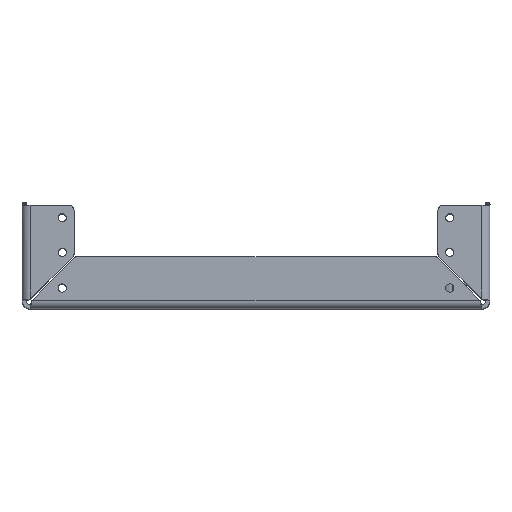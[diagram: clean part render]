
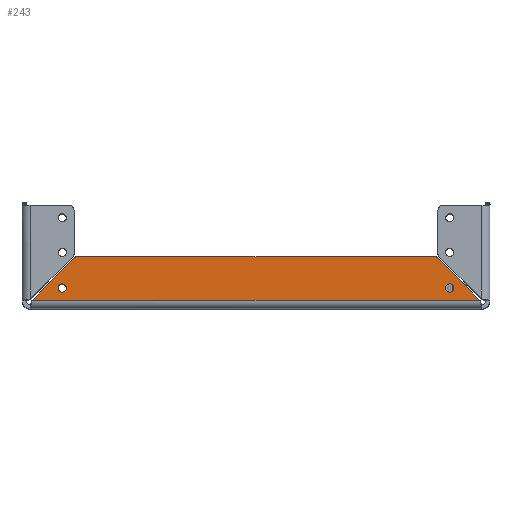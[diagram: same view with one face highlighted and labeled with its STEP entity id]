
A CAD part, top view. The second image highlights one B-rep face of the part: STEP entity #243.
In plain terms, the highlighted planar face has unit normal (0, 0, 1).
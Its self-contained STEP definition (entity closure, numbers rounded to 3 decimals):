
#26 = VERTEX_POINT ( 'NONE', #9151 ) ;
#74 = DIRECTION ( 'NONE',  ( 0., 1., 0. ) ) ;
#122 = CARTESIAN_POINT ( 'NONE',  ( -34.495, 8.7, 30.395 ) ) ;
#243 = ADVANCED_FACE ( 'NONE', ( #10545, #760, #6113 ), #1053, .F. ) ;
#313 = ORIENTED_EDGE ( 'NONE', *, *, #5260, .T. ) ;
#570 = CIRCLE ( 'NONE', #4350, 0.8 ) ;
#614 = ORIENTED_EDGE ( 'NONE', *, *, #5985, .T. ) ;
#666 = EDGE_CURVE ( 'NONE', #11774, #9116, #1566, .T. ) ;
#718 = EDGE_LOOP ( 'NONE', ( #10108, #5942, #898, #10690, #8811, #6281, #8512, #4237 ) ) ;
#760 = FACE_BOUND ( 'NONE', #3812, .T. ) ;
#889 = EDGE_CURVE ( 'NONE', #7000, #6735, #11266, .T. ) ;
#898 = ORIENTED_EDGE ( 'NONE', *, *, #5104, .F. ) ;
#1015 = VECTOR ( 'NONE', #7594, 1000. ) ;
#1021 = DIRECTION ( 'NONE',  ( -1., 0., 0. ) ) ;
#1053 = PLANE ( 'NONE',  #9447 ) ;
#1118 = CARTESIAN_POINT ( 'NONE',  ( 0., 0., 30.395 ) ) ;
#1132 = EDGE_CURVE ( 'NONE', #4100, #1138, #8653, .T. ) ;
#1138 = VERTEX_POINT ( 'NONE', #10757 ) ;
#1183 = VECTOR ( 'NONE', #9460, 1000. ) ;
#1525 = DIRECTION ( 'NONE',  ( 0., 1., 0. ) ) ;
#1566 = B_SPLINE_CURVE_WITH_KNOTS ( 'NONE', 3,
 ( #9563, #4609, #11470, #9598 ),
 .UNSPECIFIED., .F., .F.,
 ( 4, 4 ),
 ( 0., 0. ),
 .UNSPECIFIED. ) ;
#1745 = CARTESIAN_POINT ( 'NONE',  ( 34.495, 9.2, 30.395 ) ) ;
#1792 = CARTESIAN_POINT ( 'NONE',  ( -37.25, 3.2, 30.395 ) ) ;
#1832 = DIRECTION ( 'NONE',  ( 0., 0., -1. ) ) ;
#1866 = DIRECTION ( 'NONE',  ( 0., 1., 0. ) ) ;
#1885 = CARTESIAN_POINT ( 'NONE',  ( -43.11, 0.759, 30.395 ) ) ;
#1943 = CIRCLE ( 'NONE', #3560, 0.8 ) ;
#1987 = VERTEX_POINT ( 'NONE', #7105 ) ;
#2182 = DIRECTION ( 'NONE',  ( -1., 0., 0. ) ) ;
#2243 = CARTESIAN_POINT ( 'NONE',  ( 0., 9.2, 30.395 ) ) ;
#2468 = CARTESIAN_POINT ( 'NONE',  ( 37.25, 3.2, 30.395 ) ) ;
#3560 = AXIS2_PLACEMENT_3D ( 'NONE', #2468, #6885, #1525 ) ;
#3567 = VERTEX_POINT ( 'NONE', #8566 ) ;
#3590 = DIRECTION ( 'NONE',  ( 0.707, -0.707, 0. ) ) ;
#3773 = CARTESIAN_POINT ( 'NONE',  ( -43.056, 0.846, 30.395 ) ) ;
#3812 = EDGE_LOOP ( 'NONE', ( #614, #313 ) ) ;
#3965 = B_SPLINE_CURVE_WITH_KNOTS ( 'NONE', 3,
 ( #4668, #3773, #4708, #11421 ),
 .UNSPECIFIED., .F., .F.,
 ( 4, 4 ),
 ( 0., 0. ),
 .UNSPECIFIED. ) ;
#4100 = VERTEX_POINT ( 'NONE', #6473 ) ;
#4163 = CARTESIAN_POINT ( 'NONE',  ( 34.849, 9.054, 30.395 ) ) ;
#4199 = CARTESIAN_POINT ( 'NONE',  ( 43.11, 0.759, 30.395 ) ) ;
#4237 = ORIENTED_EDGE ( 'NONE', *, *, #1132, .T. ) ;
#4252 = AXIS2_PLACEMENT_3D ( 'NONE', #122, #7817, #2182 ) ;
#4350 = AXIS2_PLACEMENT_3D ( 'NONE', #9087, #9100, #9129 ) ;
#4536 = CIRCLE ( 'NONE', #12001, 0.8 ) ;
#4609 = CARTESIAN_POINT ( 'NONE',  ( 43.086, 0.805, 30.395 ) ) ;
#4660 = ORIENTED_EDGE ( 'NONE', *, *, #12101, .T. ) ;
#4668 = CARTESIAN_POINT ( 'NONE',  ( -43.019, 0.883, 30.395 ) ) ;
#4708 = CARTESIAN_POINT ( 'NONE',  ( -43.086, 0.805, 30.395 ) ) ;
#4918 = DIRECTION ( 'NONE',  ( -1., 0., 0. ) ) ;
#5104 = EDGE_CURVE ( 'NONE', #11774, #12100, #7441, .T. ) ;
#5124 = LINE ( 'NONE', #10294, #7765 ) ;
#5260 = EDGE_CURVE ( 'NONE', #26, #1987, #570, .T. ) ;
#5605 = CARTESIAN_POINT ( 'NONE',  ( -43.143, 0.759, 30.395 ) ) ;
#5680 = AXIS2_PLACEMENT_3D ( 'NONE', #1792, #1832, #1866 ) ;
#5681 = DIRECTION ( 'NONE',  ( 0., 0., -1. ) ) ;
#5906 = EDGE_LOOP ( 'NONE', ( #4660, #12041 ) ) ;
#5942 = ORIENTED_EDGE ( 'NONE', *, *, #11328, .T. ) ;
#5985 = EDGE_CURVE ( 'NONE', #1987, #26, #10314, .T. ) ;
#6113 = FACE_OUTER_BOUND ( 'NONE', #718, .T. ) ;
#6257 = LINE ( 'NONE', #5605, #1183 ) ;
#6281 = ORIENTED_EDGE ( 'NONE', *, *, #889, .T. ) ;
#6473 = CARTESIAN_POINT ( 'NONE',  ( -34.495, 9.2, 30.395 ) ) ;
#6735 = VERTEX_POINT ( 'NONE', #1745 ) ;
#6885 = DIRECTION ( 'NONE',  ( 0., 0., -1. ) ) ;
#6928 = AXIS2_PLACEMENT_3D ( 'NONE', #10885, #9936, #1021 ) ;
#7000 = VERTEX_POINT ( 'NONE', #4163 ) ;
#7105 = CARTESIAN_POINT ( 'NONE',  ( -37.25, 4., 30.395 ) ) ;
#7365 = DIRECTION ( 'NONE',  ( 0., 0., -1. ) ) ;
#7441 = LINE ( 'NONE', #7576, #1015 ) ;
#7466 = EDGE_CURVE ( 'NONE', #10023, #3567, #1943, .T. ) ;
#7576 = CARTESIAN_POINT ( 'NONE',  ( -43.426, 0.759, 30.395 ) ) ;
#7594 = DIRECTION ( 'NONE',  ( -1., 0., 0. ) ) ;
#7765 = VECTOR ( 'NONE', #3590, 1000. ) ;
#7800 = LINE ( 'NONE', #2243, #10013 ) ;
#7817 = DIRECTION ( 'NONE',  ( 0., 0., 1. ) ) ;
#7850 = CARTESIAN_POINT ( 'NONE',  ( 43.019, 0.883, 30.395 ) ) ;
#7990 = DIRECTION ( 'NONE',  ( -1., 0., 0. ) ) ;
#8512 = ORIENTED_EDGE ( 'NONE', *, *, #10909, .T. ) ;
#8566 = CARTESIAN_POINT ( 'NONE',  ( 37.25, 4., 30.395 ) ) ;
#8653 = CIRCLE ( 'NONE', #4252, 0.5 ) ;
#8811 = ORIENTED_EDGE ( 'NONE', *, *, #11955, .F. ) ;
#8895 = CARTESIAN_POINT ( 'NONE',  ( -43.019, 0.883, 30.395 ) ) ;
#9087 = CARTESIAN_POINT ( 'NONE',  ( -37.25, 3.2, 30.395 ) ) ;
#9100 = DIRECTION ( 'NONE',  ( 0., 0., -1. ) ) ;
#9116 = VERTEX_POINT ( 'NONE', #7850 ) ;
#9129 = DIRECTION ( 'NONE',  ( 0., 1., 0. ) ) ;
#9151 = CARTESIAN_POINT ( 'NONE',  ( -37.25, 2.4, 30.395 ) ) ;
#9185 = VERTEX_POINT ( 'NONE', #8895 ) ;
#9447 = AXIS2_PLACEMENT_3D ( 'NONE', #1118, #7365, #4918 ) ;
#9460 = DIRECTION ( 'NONE',  ( 0.707, 0.707, 0. ) ) ;
#9563 = CARTESIAN_POINT ( 'NONE',  ( 43.11, 0.759, 30.395 ) ) ;
#9598 = CARTESIAN_POINT ( 'NONE',  ( 43.019, 0.883, 30.395 ) ) ;
#9617 = EDGE_CURVE ( 'NONE', #9185, #1138, #6257, .T. ) ;
#9936 = DIRECTION ( 'NONE',  ( 0., 0., 1. ) ) ;
#10013 = VECTOR ( 'NONE', #7990, 1000. ) ;
#10023 = VERTEX_POINT ( 'NONE', #11229 ) ;
#10108 = ORIENTED_EDGE ( 'NONE', *, *, #9617, .F. ) ;
#10294 = CARTESIAN_POINT ( 'NONE',  ( -18.164, 62.066, 30.395 ) ) ;
#10314 = CIRCLE ( 'NONE', #5680, 0.8 ) ;
#10545 = FACE_BOUND ( 'NONE', #5906, .T. ) ;
#10690 = ORIENTED_EDGE ( 'NONE', *, *, #666, .T. ) ;
#10757 = CARTESIAN_POINT ( 'NONE',  ( -34.849, 9.054, 30.395 ) ) ;
#10885 = CARTESIAN_POINT ( 'NONE',  ( 34.495, 8.7, 30.395 ) ) ;
#10909 = EDGE_CURVE ( 'NONE', #6735, #4100, #7800, .T. ) ;
#11229 = CARTESIAN_POINT ( 'NONE',  ( 37.25, 2.4, 30.395 ) ) ;
#11266 = CIRCLE ( 'NONE', #6928, 0.5 ) ;
#11328 = EDGE_CURVE ( 'NONE', #9185, #12100, #3965, .T. ) ;
#11393 = CARTESIAN_POINT ( 'NONE',  ( 37.25, 3.2, 30.395 ) ) ;
#11421 = CARTESIAN_POINT ( 'NONE',  ( -43.11, 0.759, 30.395 ) ) ;
#11470 = CARTESIAN_POINT ( 'NONE',  ( 43.056, 0.846, 30.395 ) ) ;
#11774 = VERTEX_POINT ( 'NONE', #4199 ) ;
#11955 = EDGE_CURVE ( 'NONE', #7000, #9116, #5124, .T. ) ;
#12001 = AXIS2_PLACEMENT_3D ( 'NONE', #11393, #5681, #74 ) ;
#12041 = ORIENTED_EDGE ( 'NONE', *, *, #7466, .T. ) ;
#12100 = VERTEX_POINT ( 'NONE', #1885 ) ;
#12101 = EDGE_CURVE ( 'NONE', #3567, #10023, #4536, .T. ) ;
